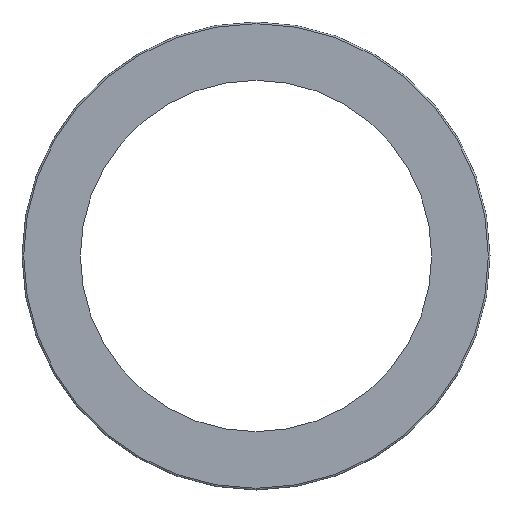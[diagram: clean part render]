
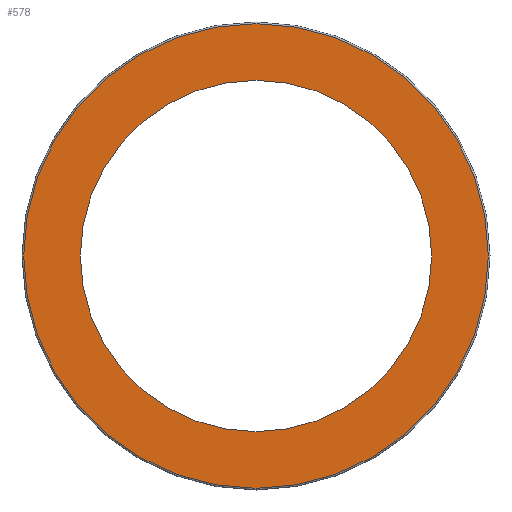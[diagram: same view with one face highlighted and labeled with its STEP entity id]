
A CAD part, left-side view. The second image highlights one B-rep face of the part: STEP entity #578.
In plain terms, the highlighted planar face has unit normal (-1, 0, 0).
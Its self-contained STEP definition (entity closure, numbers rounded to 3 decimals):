
#68 = CIRCLE ( 'NONE', #1523, 41.7 ) ;
#125 = DIRECTION ( 'NONE',  ( 1., 0., 0. ) ) ;
#142 = CARTESIAN_POINT ( 'NONE',  ( 0., 0., 0. ) ) ;
#174 = DIRECTION ( 'NONE',  ( 0., 0., -1. ) ) ;
#183 = CARTESIAN_POINT ( 'NONE',  ( 0., 0., -31.525 ) ) ;
#194 = FACE_OUTER_BOUND ( 'NONE', #1144, .T. ) ;
#285 = AXIS2_PLACEMENT_3D ( 'NONE', #819, #1658, #1226 ) ;
#291 = ORIENTED_EDGE ( 'NONE', *, *, #618, .F. ) ;
#316 = CARTESIAN_POINT ( 'NONE',  ( 0., 0., -41.7 ) ) ;
#561 = FACE_BOUND ( 'NONE', #1353, .T. ) ;
#578 = ADVANCED_FACE ( 'NONE', ( #561, #194 ), #694, .T. ) ;
#618 = EDGE_CURVE ( 'NONE', #723, #723, #68, .T. ) ;
#694 = PLANE ( 'NONE',  #285 ) ;
#722 = DIRECTION ( 'NONE',  ( 1., 0., 0. ) ) ;
#723 = VERTEX_POINT ( 'NONE', #316 ) ;
#819 = CARTESIAN_POINT ( 'NONE',  ( 0., 31.525, 0. ) ) ;
#822 = AXIS2_PLACEMENT_3D ( 'NONE', #1341, #125, #1495 ) ;
#947 = EDGE_CURVE ( 'NONE', #1084, #1084, #1531, .T. ) ;
#1084 = VERTEX_POINT ( 'NONE', #183 ) ;
#1144 = EDGE_LOOP ( 'NONE', ( #291 ) ) ;
#1226 = DIRECTION ( 'NONE',  ( 0., 0., 1. ) ) ;
#1273 = ORIENTED_EDGE ( 'NONE', *, *, #947, .T. ) ;
#1341 = CARTESIAN_POINT ( 'NONE',  ( 0., 0., 0. ) ) ;
#1353 = EDGE_LOOP ( 'NONE', ( #1273 ) ) ;
#1495 = DIRECTION ( 'NONE',  ( 0., 0., -1. ) ) ;
#1523 = AXIS2_PLACEMENT_3D ( 'NONE', #142, #722, #174 ) ;
#1531 = CIRCLE ( 'NONE', #822, 31.525 ) ;
#1658 = DIRECTION ( 'NONE',  ( -1., 0., 0. ) ) ;
